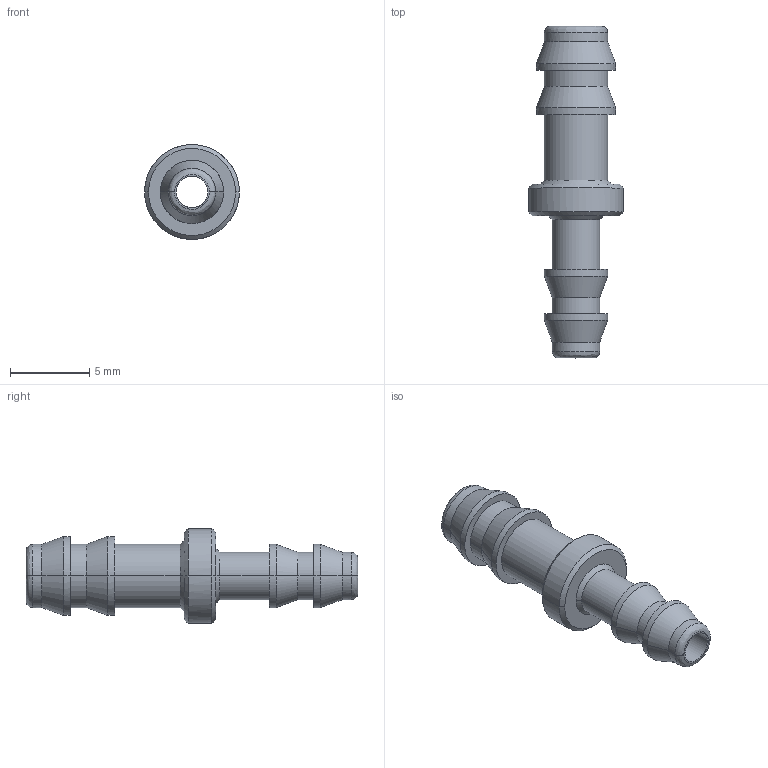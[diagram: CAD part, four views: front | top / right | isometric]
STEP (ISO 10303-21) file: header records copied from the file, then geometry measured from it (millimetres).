
FILE_DESCRIPTION (( 'STEP AP214' ), '1' );
FILE_NAME ('DRF.SP0403.STEP', '2018-09-06T06:40:36', ( '' ), ( '' ), 'SwSTEP 2.0', 'SolidWorks 2018', '' );
FILE_SCHEMA (( 'AUTOMOTIVE_DESIGN' ));
Length unit declared in the file: millimetre
Products named in the file (1): DRF.SP0403
Bounding box: 6 x 21 x 5.99 mm (x, y, z)
Volume: 206 mm3; surface area: 461.4 mm2
Topology: 1 solids, 1 shells, 52 faces, 104 edges, 60 vertices
Faces by surface type: bspline 52
Entity records: 1806 total; most frequent: CARTESIAN_POINT 1161, ORIENTED_EDGE 208, EDGE_CURVE 104, VERTEX_POINT 60, EDGE_LOOP 60, B_SPLINE_CURVE_WITH_KNOTS 52, ADVANCED_FACE 52, FACE_OUTER_BOUND 52
